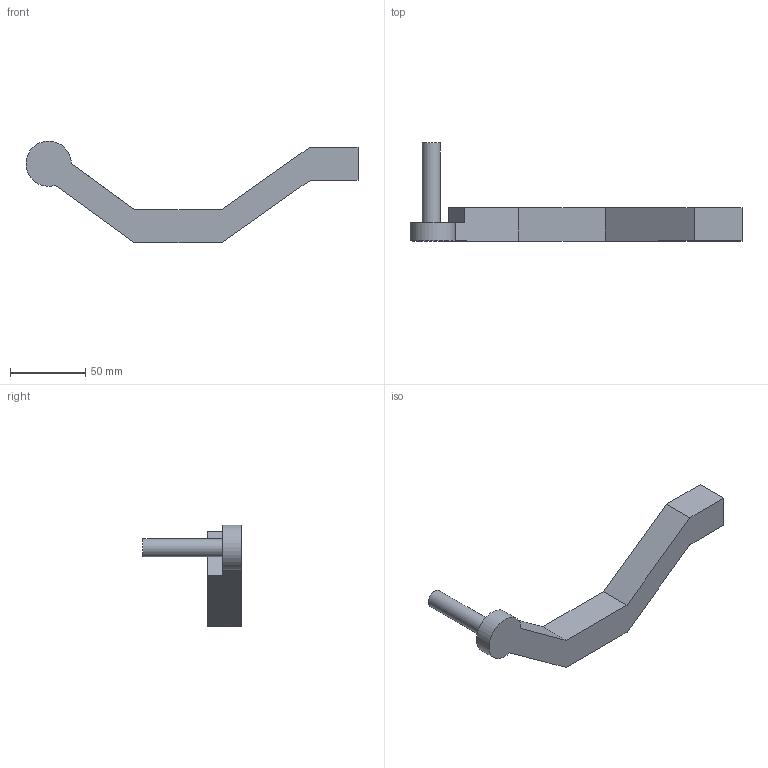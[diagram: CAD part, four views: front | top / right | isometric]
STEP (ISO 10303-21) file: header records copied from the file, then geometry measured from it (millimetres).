
FILE_DESCRIPTION(/* description */ ('Alibre Inc.'),/* implementation_level */ '2;1');
FILE_NAME(/* name */ 'export0',/* time_stamp */ '2012-03-24T09:16:01-06:00',/* author */ (''),/* organization */ (''),/* preprocessor_version */ 'ST-DEVELOPER v14',/* originating_system */ 'Alibre',/* authorisation */ '');
FILE_SCHEMA (('CONFIG_CONTROL_DESIGN'));
Length unit declared in the file: centimetre
Products named in the file (1): ID_1
Bounding box: 220 x 65 x 67.5 mm (x, y, z)
Volume: 103306.4 mm3; surface area: 24146.6 mm2
Topology: 1 solids, 1 shells, 105 faces, 276 edges, 184 vertices
Faces by surface type: plane 75, bspline 27, cylinder 3
Full cylindrical faces by diameter (mm): 12 x1, 14 x1
Entity records: 3222 total; most frequent: CARTESIAN_POINT 804, ORIENTED_EDGE 548, DIRECTION 305, EDGE_CURVE 274, VECTOR 214, LINE 214, VERTEX_POINT 184, EDGE_LOOP 118
